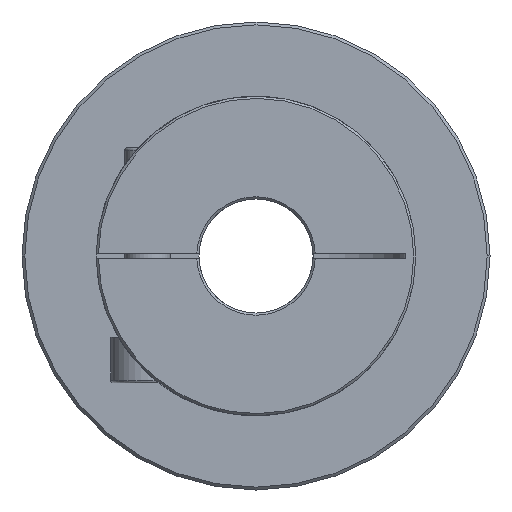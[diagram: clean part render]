
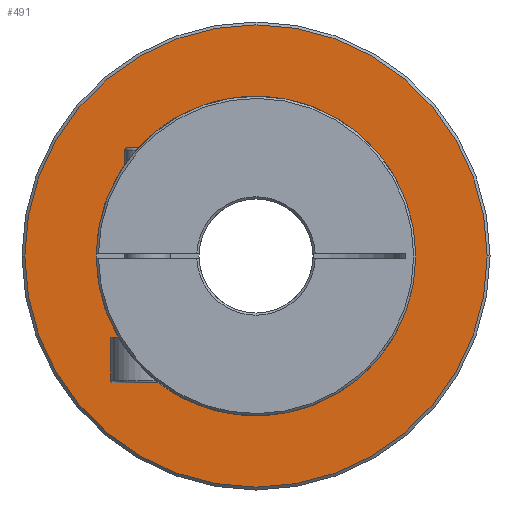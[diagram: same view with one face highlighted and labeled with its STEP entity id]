
A CAD part, left-side view. The second image highlights one B-rep face of the part: STEP entity #491.
In plain terms, the highlighted planar face has unit normal (-1, 0, 0).
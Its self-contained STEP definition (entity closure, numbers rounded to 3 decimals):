
#290 = EDGE_CURVE ( 'NONE', #4224, #4223, #3279, .T. ) ;
#339 = EDGE_CURVE ( 'NONE', #4223, #4224, #3343, .T. ) ;
#365 = EDGE_CURVE ( 'NONE', #4199, #4198, #3375, .T. ) ;
#491 = ADVANCED_FACE ( 'NONE', ( #2463, #2470 ), #1745, .T. ) ;
#1009 = ORIENTED_EDGE ( 'NONE', *, *, #290, .T. ) ;
#1010 = ORIENTED_EDGE ( 'NONE', *, *, #339, .T. ) ;
#1011 = ORIENTED_EDGE ( 'NONE', *, *, #1291, .F. ) ;
#1012 = ORIENTED_EDGE ( 'NONE', *, *, #365, .F. ) ;
#1291 = EDGE_CURVE ( 'NONE', #4198, #4199, #3873, .T. ) ;
#1352 = AXIS2_PLACEMENT_3D ( 'NONE', #2531, #2533, #2534 ) ;
#1382 = AXIS2_PLACEMENT_3D ( 'NONE', #2779, #2835, #2837 ) ;
#1388 = AXIS2_PLACEMENT_3D ( 'NONE', #2951, #2954, #2956 ) ;
#1744 = CARTESIAN_POINT ( 'NONE',  ( -15.119, 0., 0. ) ) ;
#1745 = PLANE ( 'NONE',  #2967 ) ;
#1747 = DIRECTION ( 'NONE',  ( -1., 0., 0. ) ) ;
#1748 = DIRECTION ( 'NONE',  ( 0., -1., 0. ) ) ;
#2463 = FACE_BOUND ( 'NONE', #4054, .T. ) ;
#2470 = FACE_OUTER_BOUND ( 'NONE', #4059, .T. ) ;
#2531 = CARTESIAN_POINT ( 'NONE',  ( -15.119, 0., 0. ) ) ;
#2533 = DIRECTION ( 'NONE',  ( 1., 0., 0. ) ) ;
#2534 = DIRECTION ( 'NONE',  ( 0., -1., 0. ) ) ;
#2779 = CARTESIAN_POINT ( 'NONE',  ( -15.119, 0., 0. ) ) ;
#2835 = DIRECTION ( 'NONE',  ( 1., 0., 0. ) ) ;
#2837 = DIRECTION ( 'NONE',  ( 0., -1., 0. ) ) ;
#2951 = CARTESIAN_POINT ( 'NONE',  ( -15.119, 0., 0. ) ) ;
#2954 = DIRECTION ( 'NONE',  ( 1., 0., 0. ) ) ;
#2956 = DIRECTION ( 'NONE',  ( 0., -1., 0. ) ) ;
#2967 = AXIS2_PLACEMENT_3D ( 'NONE', #1744, #1747, #1748 ) ;
#3069 = AXIS2_PLACEMENT_3D ( 'NONE', #3561, #3563, #3564 ) ;
#3279 = CIRCLE ( 'NONE', #1352, 28. ) ;
#3343 = CIRCLE ( 'NONE', #1382, 28. ) ;
#3375 = CIRCLE ( 'NONE', #1388, 40.5 ) ;
#3561 = CARTESIAN_POINT ( 'NONE',  ( -15.119, 0., 0. ) ) ;
#3563 = DIRECTION ( 'NONE',  ( 1., 0., 0. ) ) ;
#3564 = DIRECTION ( 'NONE',  ( 0., -1., 0. ) ) ;
#3792 = CARTESIAN_POINT ( 'NONE',  ( -15.119, 40.5, 0. ) ) ;
#3793 = CARTESIAN_POINT ( 'NONE',  ( -15.119, -40.5, 0. ) ) ;
#3817 = CARTESIAN_POINT ( 'NONE',  ( -15.119, -28., 0. ) ) ;
#3818 = CARTESIAN_POINT ( 'NONE',  ( -15.119, 28., 0. ) ) ;
#3873 = CIRCLE ( 'NONE', #3069, 40.5 ) ;
#4054 = EDGE_LOOP ( 'NONE', ( #1009, #1010 ) ) ;
#4059 = EDGE_LOOP ( 'NONE', ( #1011, #1012 ) ) ;
#4198 = VERTEX_POINT ( 'NONE', #3792 ) ;
#4199 = VERTEX_POINT ( 'NONE', #3793 ) ;
#4223 = VERTEX_POINT ( 'NONE', #3817 ) ;
#4224 = VERTEX_POINT ( 'NONE', #3818 ) ;
